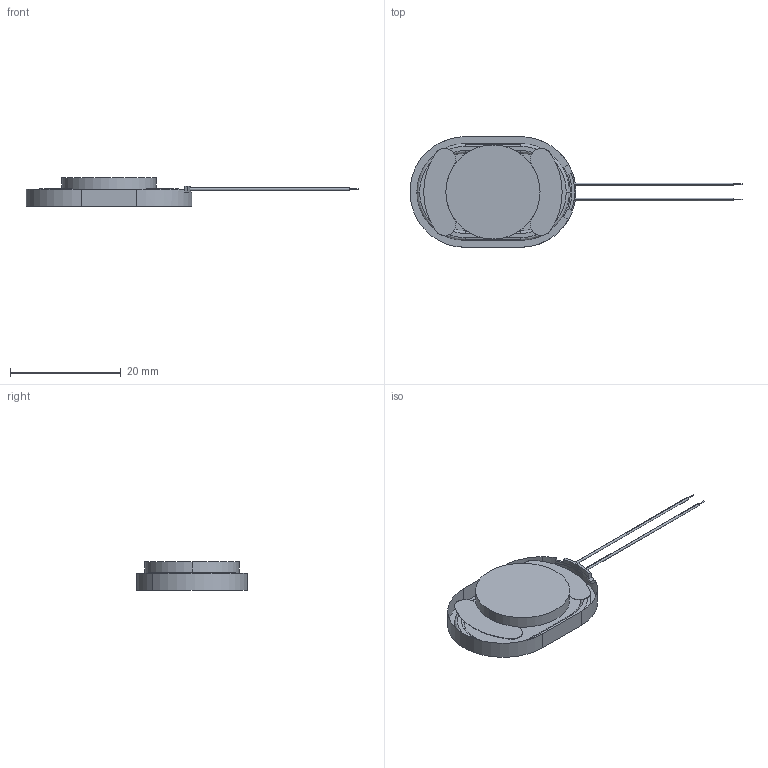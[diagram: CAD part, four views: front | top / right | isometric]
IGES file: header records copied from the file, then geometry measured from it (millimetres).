
Start section: 3D InterOp IGES (v. 2018 1.0.0), Spatial Corp. Copyright (c) 1999-2017.
Global section: file name: export0.igs; native system: Spatial Corp.; preprocessor: 3D InterOp ACIS/IGES; author: Noname; organization: Noname; date: 20181114.202727; units: centimetre
Bounding box: 59.97 x 20 x 5.2 mm (x, y, z)
Surface area: 1615 mm2 (no closed solid volume)
Topology: 0 solids, 0 shells, 87 faces, 478 edges, 470 vertices
Faces by surface type: revolution 60, extrusion 23, bspline 4
